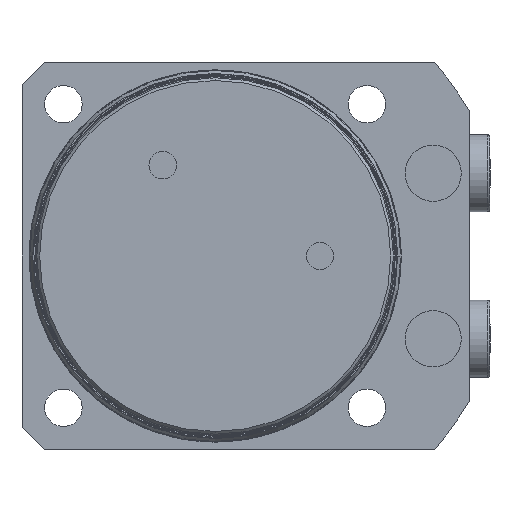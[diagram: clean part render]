
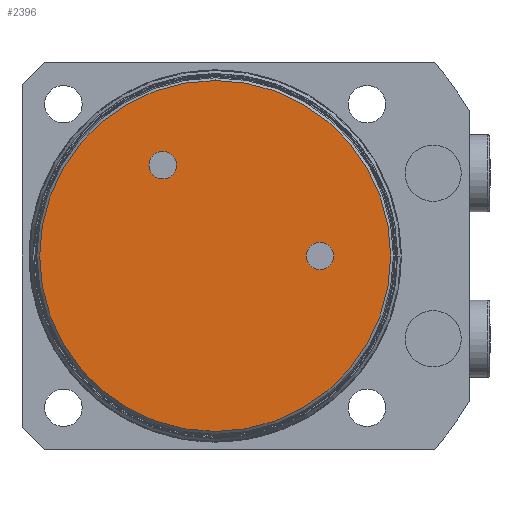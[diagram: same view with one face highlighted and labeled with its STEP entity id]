
A CAD part, front view. The second image highlights one B-rep face of the part: STEP entity #2396.
In plain terms, the highlighted planar face has unit normal (0, -1, 0).
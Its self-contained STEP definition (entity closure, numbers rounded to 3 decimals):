
#154 = EDGE_CURVE ( 'NONE', #1886, #1973, #9999, .T. ) ;
#158 = EDGE_CURVE ( 'NONE', #1848, #1913, #9992, .T. ) ;
#503 = CIRCLE ( 'NONE', #625, 31.8 ) ;
#625 = AXIS2_PLACEMENT_3D ( 'NONE', #647, #646, #645 ) ;
#645 = DIRECTION ( 'NONE',  ( 0., 0., 1. ) ) ;
#646 = DIRECTION ( 'NONE',  ( 0., 1., 0. ) ) ;
#647 = CARTESIAN_POINT ( 'NONE',  ( 0., 0., 0. ) ) ;
#1821 = VERTEX_POINT ( 'NONE', #5825 ) ;
#1848 = VERTEX_POINT ( 'NONE', #5693 ) ;
#1886 = VERTEX_POINT ( 'NONE', #5595 ) ;
#1913 = VERTEX_POINT ( 'NONE', #5843 ) ;
#1973 = VERTEX_POINT ( 'NONE', #5782 ) ;
#2025 = VERTEX_POINT ( 'NONE', #5721 ) ;
#2396 = ADVANCED_FACE ( 'NONE', ( #9551, #9547, #9555 ), #9024, .F. ) ;
#3878 = CARTESIAN_POINT ( 'NONE',  ( -9.5, 0., 16.454 ) ) ;
#3879 = DIRECTION ( 'NONE',  ( 0., -1., 0. ) ) ;
#3880 = DIRECTION ( 'NONE',  ( 0., 0., -1. ) ) ;
#3881 = CARTESIAN_POINT ( 'NONE',  ( 19., 0., 0. ) ) ;
#3882 = DIRECTION ( 'NONE',  ( 0., -1., 0. ) ) ;
#3883 = DIRECTION ( 'NONE',  ( 0., 0., -1. ) ) ;
#3885 = CARTESIAN_POINT ( 'NONE',  ( 0., 0., 0. ) ) ;
#3886 = DIRECTION ( 'NONE',  ( 0., 1., 0. ) ) ;
#3887 = DIRECTION ( 'NONE',  ( 0., 0., 1. ) ) ;
#4341 = DIRECTION ( 'NONE',  ( 0., 0., -1. ) ) ;
#4342 = DIRECTION ( 'NONE',  ( 0., -1., 0. ) ) ;
#4343 = CARTESIAN_POINT ( 'NONE',  ( 19., 0., 0. ) ) ;
#4352 = DIRECTION ( 'NONE',  ( 0., 0., -1. ) ) ;
#4353 = DIRECTION ( 'NONE',  ( 0., -1., 0. ) ) ;
#4354 = CARTESIAN_POINT ( 'NONE',  ( -9.5, 0., 16.454 ) ) ;
#5310 = EDGE_LOOP ( 'NONE', ( #10322, #10323 ) ) ;
#5462 = EDGE_LOOP ( 'NONE', ( #10324, #10325 ) ) ;
#5466 = EDGE_LOOP ( 'NONE', ( #10320, #10321 ) ) ;
#5595 = CARTESIAN_POINT ( 'NONE',  ( -9.5, 0., 18.954 ) ) ;
#5693 = CARTESIAN_POINT ( 'NONE',  ( 19., 0., 2.5 ) ) ;
#5721 = CARTESIAN_POINT ( 'NONE',  ( 0., 0., -31.8 ) ) ;
#5782 = CARTESIAN_POINT ( 'NONE',  ( -9.5, 0., 13.954 ) ) ;
#5825 = CARTESIAN_POINT ( 'NONE',  ( 0., 0., 31.8 ) ) ;
#5843 = CARTESIAN_POINT ( 'NONE',  ( 19., 0., -2.5 ) ) ;
#6242 = AXIS2_PLACEMENT_3D ( 'NONE', #3885, #3886, #3887 ) ;
#6243 = AXIS2_PLACEMENT_3D ( 'NONE', #3881, #3882, #3883 ) ;
#6245 = AXIS2_PLACEMENT_3D ( 'NONE', #3878, #3879, #3880 ) ;
#6784 = EDGE_CURVE ( 'NONE', #1821, #2025, #503, .T. ) ;
#7142 = CIRCLE ( 'NONE', #6242, 31.8 ) ;
#7143 = CIRCLE ( 'NONE', #6243, 2.5 ) ;
#7144 = CIRCLE ( 'NONE', #6245, 2.5 ) ;
#7654 = AXIS2_PLACEMENT_3D ( 'NONE', #9027, #9034, #9022 ) ;
#7742 = AXIS2_PLACEMENT_3D ( 'NONE', #4343, #4342, #4341 ) ;
#8317 = AXIS2_PLACEMENT_3D ( 'NONE', #4354, #4353, #4352 ) ;
#9022 = DIRECTION ( 'NONE',  ( 0., 0., 1. ) ) ;
#9024 = PLANE ( 'NONE',  #7654 ) ;
#9027 = CARTESIAN_POINT ( 'NONE',  ( 0., 0., 0. ) ) ;
#9034 = DIRECTION ( 'NONE',  ( 0., 1., 0. ) ) ;
#9547 = FACE_BOUND ( 'NONE', #5310, .T. ) ;
#9551 = FACE_OUTER_BOUND ( 'NONE', #5466, .T. ) ;
#9555 = FACE_BOUND ( 'NONE', #5462, .T. ) ;
#9992 = CIRCLE ( 'NONE', #7742, 2.5 ) ;
#9999 = CIRCLE ( 'NONE', #8317, 2.5 ) ;
#10320 = ORIENTED_EDGE ( 'NONE', *, *, #6784, .F. ) ;
#10321 = ORIENTED_EDGE ( 'NONE', *, *, #10446, .F. ) ;
#10322 = ORIENTED_EDGE ( 'NONE', *, *, #10445, .F. ) ;
#10323 = ORIENTED_EDGE ( 'NONE', *, *, #158, .F. ) ;
#10324 = ORIENTED_EDGE ( 'NONE', *, *, #10444, .F. ) ;
#10325 = ORIENTED_EDGE ( 'NONE', *, *, #154, .F. ) ;
#10444 = EDGE_CURVE ( 'NONE', #1973, #1886, #7144, .T. ) ;
#10445 = EDGE_CURVE ( 'NONE', #1913, #1848, #7143, .T. ) ;
#10446 = EDGE_CURVE ( 'NONE', #2025, #1821, #7142, .T. ) ;
